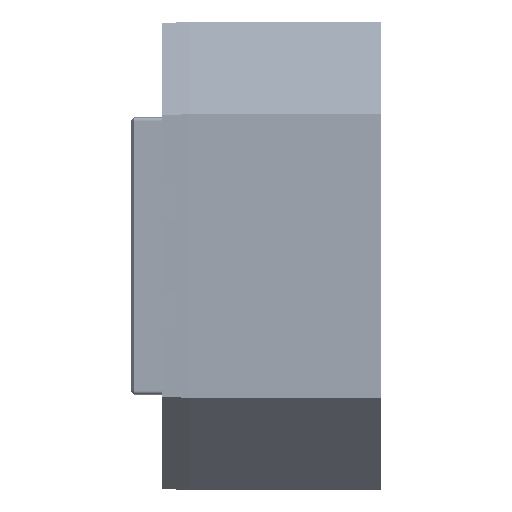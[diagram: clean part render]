
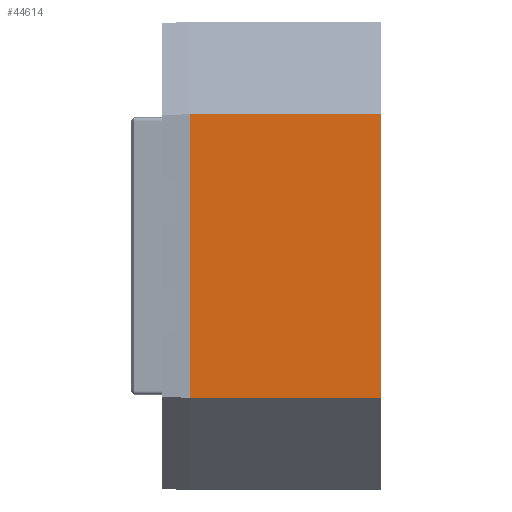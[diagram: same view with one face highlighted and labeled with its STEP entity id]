
A CAD part, left-side view. The second image highlights one B-rep face of the part: STEP entity #44614.
In plain terms, the highlighted planar face has unit normal (-1, 0, 0).
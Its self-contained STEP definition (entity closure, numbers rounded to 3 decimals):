
#2874 = DIRECTION ( 'NONE',  ( 0., 0., -1. ) ) ;
#9361 = ORIENTED_EDGE ( 'NONE', *, *, #118301, .F. ) ;
#10751 = DIRECTION ( 'NONE',  ( 0., 0., -1. ) ) ;
#14663 = VERTEX_POINT ( 'NONE', #52085 ) ;
#22776 = VERTEX_POINT ( 'NONE', #159078 ) ;
#23252 = DIRECTION ( 'NONE',  ( 1., 0., 0. ) ) ;
#27350 = EDGE_CURVE ( 'NONE', #22776, #32290, #47225, .T. ) ;
#28735 = AXIS2_PLACEMENT_3D ( 'NONE', #137227, #23252, #10751 ) ;
#30917 = ORIENTED_EDGE ( 'NONE', *, *, #102149, .F. ) ;
#32290 = VERTEX_POINT ( 'NONE', #125737 ) ;
#36729 = EDGE_CURVE ( 'NONE', #32290, #59599, #45418, .T. ) ;
#44614 = ADVANCED_FACE ( 'NONE', ( #86476 ), #73998, .F. ) ;
#44768 = DIRECTION ( 'NONE',  ( 0., 0., -1. ) ) ;
#45418 = LINE ( 'NONE', #47058, #54476 ) ;
#47058 = CARTESIAN_POINT ( 'NONE',  ( -104., -23., 0. ) ) ;
#47225 = LINE ( 'NONE', #72216, #61654 ) ;
#48263 = VECTOR ( 'NONE', #129620, 1000. ) ;
#49568 = VECTOR ( 'NONE', #2874, 1000. ) ;
#52085 = CARTESIAN_POINT ( 'NONE',  ( -104., -23., 31. ) ) ;
#54476 = VECTOR ( 'NONE', #82857, 1000. ) ;
#59366 = CARTESIAN_POINT ( 'NONE',  ( -104., -23., 0. ) ) ;
#59599 = VERTEX_POINT ( 'NONE', #59366 ) ;
#61654 = VECTOR ( 'NONE', #44768, 1000. ) ;
#68621 = LINE ( 'NONE', #129345, #49568 ) ;
#72216 = CARTESIAN_POINT ( 'NONE',  ( -104., 23., 31. ) ) ;
#73998 = PLANE ( 'NONE',  #28735 ) ;
#82857 = DIRECTION ( 'NONE',  ( 0., -1., 0. ) ) ;
#86476 = FACE_OUTER_BOUND ( 'NONE', #109752, .T. ) ;
#102149 = EDGE_CURVE ( 'NONE', #22776, #14663, #117992, .T. ) ;
#108614 = ORIENTED_EDGE ( 'NONE', *, *, #27350, .T. ) ;
#109752 = EDGE_LOOP ( 'NONE', ( #133161, #9361, #30917, #108614 ) ) ;
#117992 = LINE ( 'NONE', #131289, #48263 ) ;
#118301 = EDGE_CURVE ( 'NONE', #14663, #59599, #68621, .T. ) ;
#125737 = CARTESIAN_POINT ( 'NONE',  ( -104., 23., 0. ) ) ;
#129345 = CARTESIAN_POINT ( 'NONE',  ( -104., -23., 31. ) ) ;
#129620 = DIRECTION ( 'NONE',  ( 0., -1., 0. ) ) ;
#131289 = CARTESIAN_POINT ( 'NONE',  ( -104., -23., 31. ) ) ;
#133161 = ORIENTED_EDGE ( 'NONE', *, *, #36729, .T. ) ;
#137227 = CARTESIAN_POINT ( 'NONE',  ( -104., -23., 31. ) ) ;
#159078 = CARTESIAN_POINT ( 'NONE',  ( -104., 23., 31. ) ) ;
